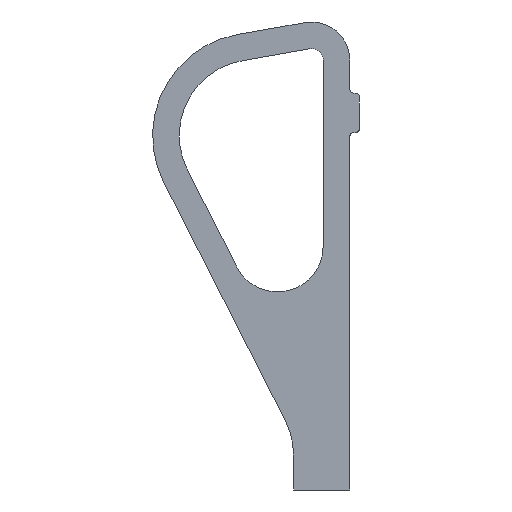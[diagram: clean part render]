
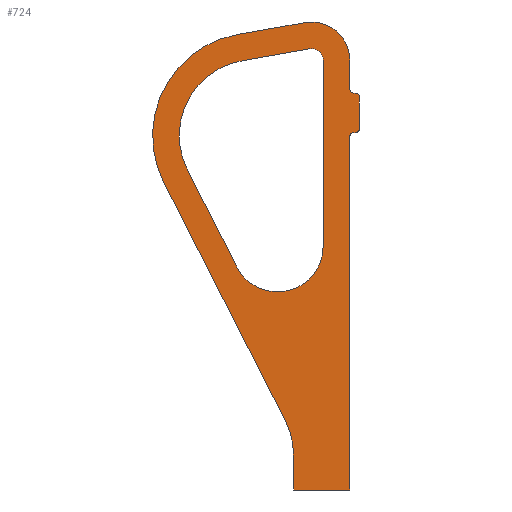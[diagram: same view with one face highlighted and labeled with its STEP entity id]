
A CAD part, front view. The second image highlights one B-rep face of the part: STEP entity #724.
In plain terms, the highlighted planar face has unit normal (0, -1, 0).
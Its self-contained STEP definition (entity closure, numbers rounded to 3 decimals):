
#13=FACE_BOUND($,#231,.T.);
#18=PLANE($,#791);
#48=LINE($,#1176,#106);
#51=LINE($,#1182,#109);
#52=LINE($,#1184,#110);
#53=LINE($,#1186,#111);
#54=LINE($,#1190,#112);
#55=LINE($,#1194,#113);
#56=LINE($,#1198,#114);
#57=LINE($,#1200,#115);
#58=LINE($,#1201,#116);
#59=LINE($,#1206,#117);
#60=LINE($,#1210,#118);
#61=LINE($,#1213,#119);
#106=VECTOR($,#934,0.25);
#109=VECTOR($,#939,3.841);
#110=VECTOR($,#942,4.2);
#111=VECTOR($,#945,0.25);
#112=VECTOR($,#948,9.039);
#113=VECTOR($,#951,35.165);
#114=VECTOR($,#954,4.599);
#115=VECTOR($,#955,7.4);
#116=VECTOR($,#956,46.5);
#117=VECTOR($,#959,24.494);
#118=VECTOR($,#962,14.296);
#119=VECTOR($,#965,9.039);
#184=FACE_OUTER_BOUND($,#230,.T.);
#230=EDGE_LOOP($,(#544,#545,#546,#547,#548,#549,#550,#551,#552,#553,#554,
#555,#556,#557,#558,#559));
#231=EDGE_LOOP($,(#560,#561,#562,#563,#564,#565));
#267=CIRCLE($,#764,0.5);
#272=CIRCLE($,#771,0.5);
#276=CIRCLE($,#777,0.5);
#280=CIRCLE($,#784,0.5);
#281=CIRCLE($,#792,5.);
#282=CIRCLE($,#793,13.5);
#283=CIRCLE($,#794,10.);
#284=CIRCLE($,#795,1.5);
#285=CIRCLE($,#796,6.);
#286=CIRCLE($,#797,10.);
#317=VERTEX_POINT($,#1117);
#318=VERTEX_POINT($,#1118);
#323=VERTEX_POINT($,#1132);
#324=VERTEX_POINT($,#1133);
#328=VERTEX_POINT($,#1145);
#329=VERTEX_POINT($,#1146);
#333=VERTEX_POINT($,#1161);
#334=VERTEX_POINT($,#1162);
#336=VERTEX_POINT($,#1180);
#337=VERTEX_POINT($,#1187);
#338=VERTEX_POINT($,#1189);
#339=VERTEX_POINT($,#1191);
#340=VERTEX_POINT($,#1193);
#341=VERTEX_POINT($,#1195);
#342=VERTEX_POINT($,#1197);
#343=VERTEX_POINT($,#1199);
#344=VERTEX_POINT($,#1202);
#345=VERTEX_POINT($,#1203);
#346=VERTEX_POINT($,#1205);
#347=VERTEX_POINT($,#1207);
#348=VERTEX_POINT($,#1209);
#349=VERTEX_POINT($,#1211);
#381=EDGE_CURVE($,#317,#318,#267,.T.);
#388=EDGE_CURVE($,#323,#324,#272,.T.);
#394=EDGE_CURVE($,#328,#329,#276,.T.);
#402=EDGE_CURVE($,#333,#334,#280,.T.);
#411=EDGE_CURVE($,#317,#329,#48,.T.);
#414=EDGE_CURVE($,#323,#336,#51,.T.);
#415=EDGE_CURVE($,#328,#334,#52,.T.);
#416=EDGE_CURVE($,#333,#324,#53,.T.);
#417=EDGE_CURVE($,#336,#337,#281,.T.);
#418=EDGE_CURVE($,#337,#338,#54,.T.);
#419=EDGE_CURVE($,#338,#339,#282,.T.);
#420=EDGE_CURVE($,#339,#340,#55,.T.);
#421=EDGE_CURVE($,#340,#341,#283,.T.);
#422=EDGE_CURVE($,#341,#342,#56,.T.);
#423=EDGE_CURVE($,#342,#343,#57,.T.);
#424=EDGE_CURVE($,#343,#318,#58,.T.);
#425=EDGE_CURVE($,#344,#345,#284,.T.);
#426=EDGE_CURVE($,#345,#346,#59,.T.);
#427=EDGE_CURVE($,#346,#347,#285,.T.);
#428=EDGE_CURVE($,#347,#348,#60,.T.);
#429=EDGE_CURVE($,#348,#349,#286,.T.);
#430=EDGE_CURVE($,#349,#344,#61,.T.);
#544=ORIENTED_EDGE($,*,*,#394,.F.);
#545=ORIENTED_EDGE($,*,*,#415,.T.);
#546=ORIENTED_EDGE($,*,*,#402,.F.);
#547=ORIENTED_EDGE($,*,*,#416,.T.);
#548=ORIENTED_EDGE($,*,*,#388,.F.);
#549=ORIENTED_EDGE($,*,*,#414,.T.);
#550=ORIENTED_EDGE($,*,*,#417,.T.);
#551=ORIENTED_EDGE($,*,*,#418,.T.);
#552=ORIENTED_EDGE($,*,*,#419,.T.);
#553=ORIENTED_EDGE($,*,*,#420,.T.);
#554=ORIENTED_EDGE($,*,*,#421,.T.);
#555=ORIENTED_EDGE($,*,*,#422,.T.);
#556=ORIENTED_EDGE($,*,*,#423,.T.);
#557=ORIENTED_EDGE($,*,*,#424,.T.);
#558=ORIENTED_EDGE($,*,*,#381,.F.);
#559=ORIENTED_EDGE($,*,*,#411,.T.);
#560=ORIENTED_EDGE($,*,*,#425,.T.);
#561=ORIENTED_EDGE($,*,*,#426,.T.);
#562=ORIENTED_EDGE($,*,*,#427,.T.);
#563=ORIENTED_EDGE($,*,*,#428,.T.);
#564=ORIENTED_EDGE($,*,*,#429,.T.);
#565=ORIENTED_EDGE($,*,*,#430,.T.);
#724=ADVANCED_FACE($,(#184,#13),#18,.F.);
#764=AXIS2_PLACEMENT_3D($,#1119,#868,#869);
#771=AXIS2_PLACEMENT_3D($,#1134,#884,#885);
#777=AXIS2_PLACEMENT_3D($,#1147,#898,#899);
#784=AXIS2_PLACEMENT_3D($,#1163,#916,#917);
#791=AXIS2_PLACEMENT_3D($,#1185,#943,#944);
#792=AXIS2_PLACEMENT_3D($,#1188,#946,#947);
#793=AXIS2_PLACEMENT_3D($,#1192,#949,#950);
#794=AXIS2_PLACEMENT_3D($,#1196,#952,#953);
#795=AXIS2_PLACEMENT_3D($,#1204,#957,#958);
#796=AXIS2_PLACEMENT_3D($,#1208,#960,#961);
#797=AXIS2_PLACEMENT_3D($,#1212,#963,#964);
#868=DIRECTION('center_axis',(0.,-1.,0.));
#869=DIRECTION('ref_axis',(-0.707,0.,0.707));
#884=DIRECTION('center_axis',(0.,-1.,0.));
#885=DIRECTION('ref_axis',(-0.707,0.,-0.707));
#898=DIRECTION('center_axis',(0.,1.,0.));
#899=DIRECTION('ref_axis',(0.707,0.,-0.707));
#916=DIRECTION('center_axis',(0.,1.,0.));
#917=DIRECTION('ref_axis',(0.707,0.,0.707));
#934=DIRECTION($,(1.,0.,0.));
#939=DIRECTION($,(0.,0.,1.));
#942=DIRECTION($,(0.,0.,1.));
#943=DIRECTION('center_axis',(0.,1.,0.));
#944=DIRECTION('ref_axis',(0.,0.,1.));
#945=DIRECTION($,(-1.,0.,0.));
#946=DIRECTION('center_axis',(0.,-1.,0.));
#947=DIRECTION('ref_axis',(0.174,0.,-0.985));
#948=DIRECTION($,(-0.985,0.,-0.174));
#949=DIRECTION('center_axis',(0.,-1.,0.));
#950=DIRECTION('ref_axis',(0.891,0.,0.454));
#951=DIRECTION($,(0.454,0.,-0.891));
#952=DIRECTION('center_axis',(0.,1.,0.));
#953=DIRECTION('ref_axis',(0.891,0.,0.454));
#954=DIRECTION($,(0.,0.,-1.));
#955=DIRECTION($,(1.,0.,0.));
#956=DIRECTION($,(0.,0.,1.));
#957=DIRECTION('center_axis',(0.,1.,0.));
#958=DIRECTION('ref_axis',(0.174,0.,-0.985));
#959=DIRECTION($,(0.,0.,-1.));
#960=DIRECTION('center_axis',(0.,1.,0.));
#961=DIRECTION('ref_axis',(-1.,0.,0.));
#962=DIRECTION($,(-0.454,0.,0.891));
#963=DIRECTION('center_axis',(0.,1.,0.));
#964=DIRECTION('ref_axis',(0.891,0.,0.454));
#965=DIRECTION($,(0.985,0.,0.174));
#1117=CARTESIAN_POINT('',(0.5,0.,47.));
#1118=CARTESIAN_POINT('',(0.,0.,46.5));
#1119=CARTESIAN_POINT('Origin',(0.5,0.,46.5));
#1132=CARTESIAN_POINT('',(0.,0.,52.7));
#1133=CARTESIAN_POINT('',(0.5,0.,52.2));
#1134=CARTESIAN_POINT('Origin',(0.5,0.,52.7));
#1145=CARTESIAN_POINT('',(1.25,0.,47.5));
#1146=CARTESIAN_POINT('',(0.75,0.,47.));
#1147=CARTESIAN_POINT('Origin',(0.75,0.,47.5));
#1161=CARTESIAN_POINT('',(0.75,0.,52.2));
#1162=CARTESIAN_POINT('',(1.25,0.,51.7));
#1163=CARTESIAN_POINT('Origin',(0.75,0.,51.7));
#1176=CARTESIAN_POINT($,(0.,0.,47.));
#1180=CARTESIAN_POINT('',(0.,0.,56.541));
#1182=CARTESIAN_POINT($,(0.,0.,0.));
#1184=CARTESIAN_POINT($,(1.25,0.,47.));
#1185=CARTESIAN_POINT('Origin',(-8.518,0.,31.224));
#1186=CARTESIAN_POINT($,(1.25,0.,52.2));
#1187=CARTESIAN_POINT('',(-5.868,0.,61.465));
#1188=CARTESIAN_POINT('Origin',(-5.,0.,56.541));
#1189=CARTESIAN_POINT('',(-14.77,0.,59.896));
#1190=CARTESIAN_POINT($,(-5.868,0.,61.465));
#1191=CARTESIAN_POINT('',(-24.455,0.,40.472));
#1192=CARTESIAN_POINT('Origin',(-12.426,0.,46.601));
#1193=CARTESIAN_POINT('',(-8.49,0.,9.139));
#1194=CARTESIAN_POINT($,(-24.455,0.,40.472));
#1195=CARTESIAN_POINT('',(-7.4,0.,4.599));
#1196=CARTESIAN_POINT('Origin',(-17.4,0.,4.599));
#1197=CARTESIAN_POINT('',(-7.4,0.,0.));
#1198=CARTESIAN_POINT($,(-7.4,0.,4.599));
#1199=CARTESIAN_POINT('',(0.,0.,0.));
#1200=CARTESIAN_POINT($,(-7.4,0.,0.));
#1201=CARTESIAN_POINT($,(0.,0.,0.));
#1202=CARTESIAN_POINT('',(-5.26,0.,58.018));
#1203=CARTESIAN_POINT('',(-3.5,0.,56.541));
#1204=CARTESIAN_POINT('Origin',(-5.,0.,56.541));
#1205=CARTESIAN_POINT('',(-3.5,0.,32.047));
#1206=CARTESIAN_POINT($,(-3.5,0.,43.883));
#1207=CARTESIAN_POINT('',(-14.846,0.,29.323));
#1208=CARTESIAN_POINT('Origin',(-9.5,0.,32.047));
#1209=CARTESIAN_POINT('',(-21.336,0.,42.061));
#1210=CARTESIAN_POINT($,(-14.578,0.,28.798));
#1211=CARTESIAN_POINT('',(-14.163,0.,56.449));
#1212=CARTESIAN_POINT('Origin',(-12.426,0.,46.601));
#1213=CARTESIAN_POINT($,(-13.582,0.,56.551));
